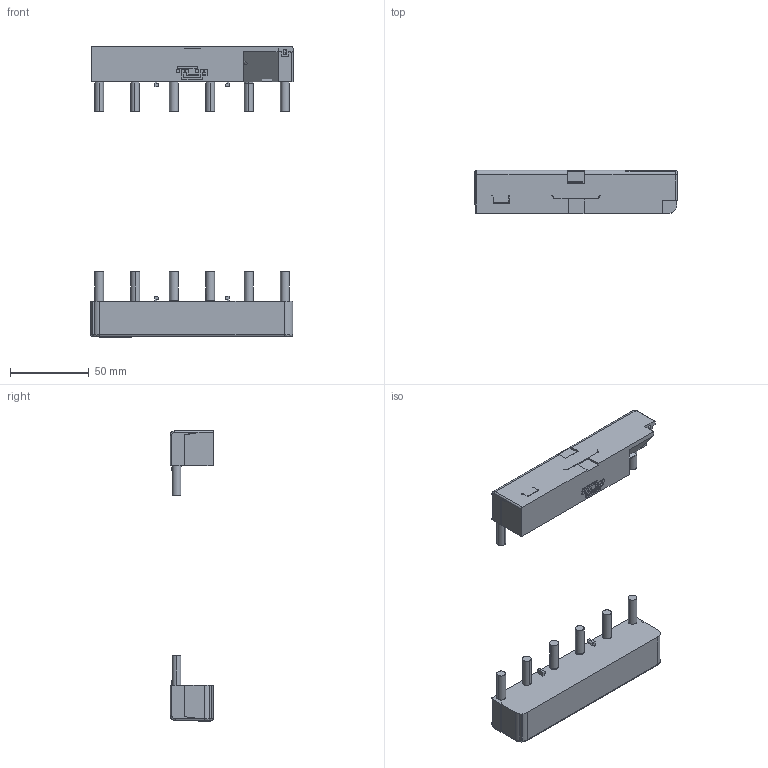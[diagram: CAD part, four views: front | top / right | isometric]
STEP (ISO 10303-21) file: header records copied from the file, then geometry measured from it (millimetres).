
FILE_DESCRIPTION (( 'STEP AP203' ), '1' );
FILE_NAME ('EC-R3.step', '2023-01-18T18:21:51', ( '' ), ( '' ), 'SwSTEP 2.0', 'SolidWorks 2021', '' );
FILE_SCHEMA (( 'CONFIG_CONTROL_DESIGN' ));
Length unit declared in the file: inch
Products named in the file (1): EC-R3
Bounding box: 127.94 x 27.7 x 183.9 mm (x, y, z)
Volume: 153163.3 mm3; surface area: 32298.2 mm2
Topology: 2 solids, 5 shells, 399 faces, 1058 edges, 698 vertices
Faces by surface type: plane 317, cylinder 69, bspline 13
Entity records: 12656 total; most frequent: CARTESIAN_POINT 2605, ORIENTED_EDGE 2116, DIRECTION 1966, EDGE_CURVE 1058, LINE 888, VECTOR 888, VERTEX_POINT 698, AXIS2_PLACEMENT_3D 539
